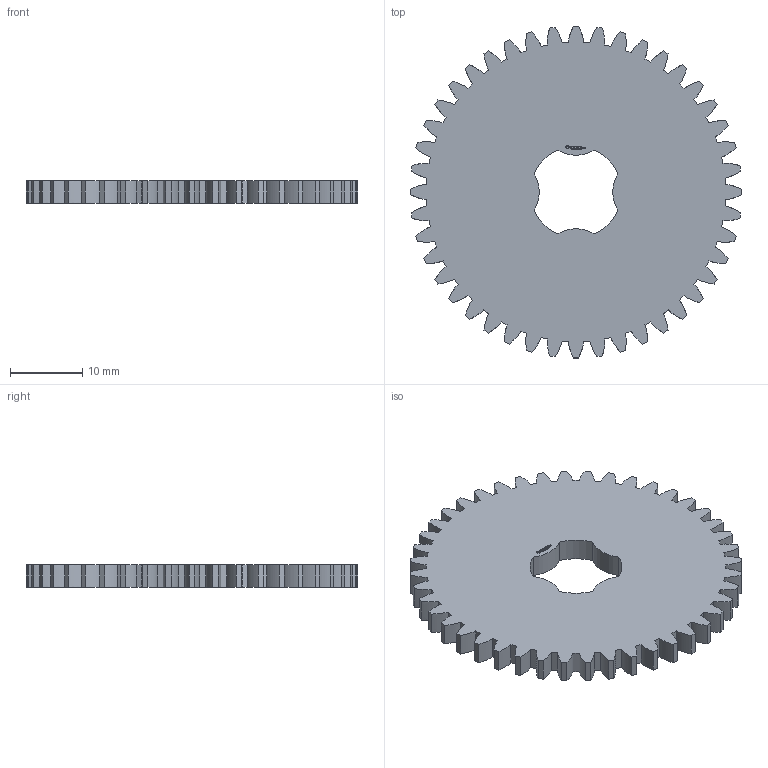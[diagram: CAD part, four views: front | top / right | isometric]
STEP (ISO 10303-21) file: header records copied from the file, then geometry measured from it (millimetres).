
FILE_DESCRIPTION(('FreeCAD Model'),'2;1');
FILE_NAME('Open CASCADE Shape Model','2024-03-10T00:36:43',(''),(''), 'Open CASCADE STEP processor 7.6','FreeCAD','Unknown');
FILE_SCHEMA(('AUTOMOTIVE_DESIGN { 1 0 10303 214 1 1 1 1 }'));
Products named in the file (1): Gear Wheel PLN TTH44 BU00.25 SFT-SHD - SPN-GWH-0153 (stemfie.org)
Bounding box: 45.99 x 45.99 x 3.12 mm (x, y, z)
Volume: 4372.8 mm3; surface area: 3805.8 mm2
Topology: 1 solids, 1 shells, 662 faces, 1893 edges, 1262 vertices
Faces by surface type: extrusion 328, plane 326, cylinder 8
Entity records: 59011 total; most frequent: CARTESIAN_POINT 18814, DIRECTION 5381, VECTOR 4663, LINE 4335, ORIENTED_EDGE 3786, PCURVE 3786, DEFINITIONAL_REPRESENTATION 3786, EDGE_CURVE 1893
